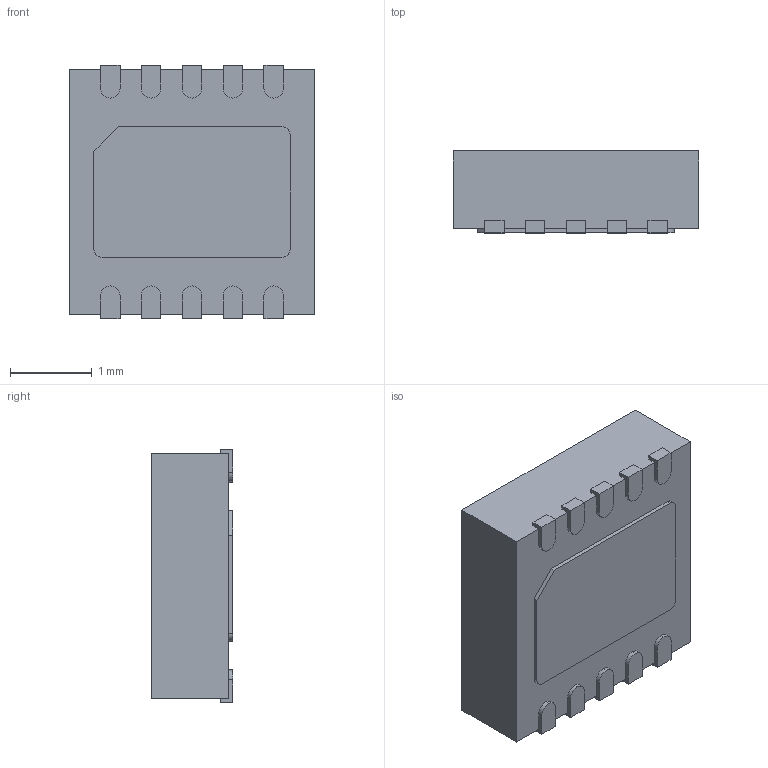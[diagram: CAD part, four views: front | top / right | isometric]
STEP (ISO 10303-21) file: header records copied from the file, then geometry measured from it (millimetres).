
FILE_DESCRIPTION (( 'STEP AP214' ), '1' );
FILE_NAME ( 'SON11P50_300X300X100L40X24T240X160.step', '2019-10-19T15:22:42', ( '' ), ( '' ), 'Part was generated with the free Library Expert Lite available at www.PCBLibraries.com. Removing line will violate the End User License Agreement.', '©2017 PCB Libraries, Inc.', '' );
FILE_SCHEMA (( 'AUTOMOTIVE_DESIGN' ));
Length unit declared in the file: millimetre
Products named in the file (1): SON11P50_300X300X100L40X24T240X160
Bounding box: 3 x 1 x 3.1 mm (x, y, z)
Volume: 8.8 mm3; surface area: 40.3 mm2
Topology: 12 solids, 12 shells, 109 faces, 252 edges, 168 vertices
Faces by surface type: plane 84, cylinder 23, torus 2
Entity records: 3539 total; most frequent: CARTESIAN_POINT 530, DIRECTION 524, ORIENTED_EDGE 504, EDGE_CURVE 252, VECTOR 200, LINE 200, VERTEX_POINT 168, AXIS2_PLACEMENT_3D 162
